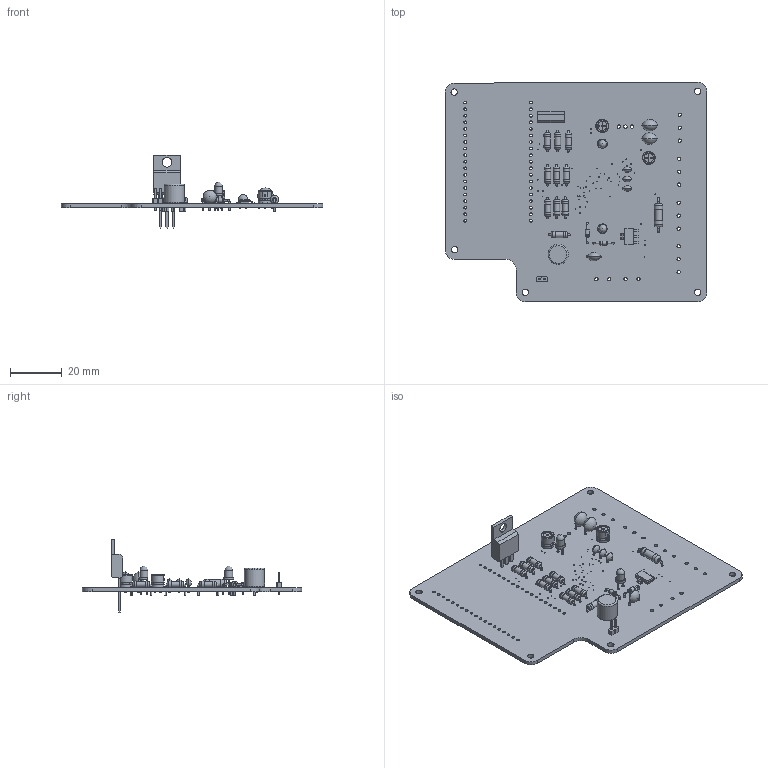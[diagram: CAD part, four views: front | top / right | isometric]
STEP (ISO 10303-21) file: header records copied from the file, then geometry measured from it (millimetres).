
FILE_DESCRIPTION(('KiCad electronic assembly'),'2;1');
FILE_NAME('HydroNex.step','2025-06-04T12:09:22',('Pcbnew'),('Kicad'), 'Open CASCADE STEP processor 7.8','KiCad to STEP converter','Unknown' );
FILE_SCHEMA(('AUTOMOTIVE_DESIGN { 1 0 10303 214 1 1 1 1 }'));
Length unit declared in the file: millimetre
Products named in the file (14): HydroNex 1; R_Axial_DIN0207_L6.3mm_D2.5mm_P7.62mm_Horizontal; CP_Radial_D5.0mm_P2.00mm; LED_D3.0mm; D_DO-34_SOD68_P7.62mm_Horizontal; C_Disc_D3.4mm_W2.1mm_P2.50mm; C_Disc_D6.0mm_W4.4mm_P5.00mm; PinHeader_1x02_P2.00mm_Vertical; SOT-223; TO-220-3_Vertical; C_Disc_D5.1mm_W3.2mm_P5.00mm; R_Axial_DIN0309_L9.0mm_D3.2mm_P12.70mm_Horizontal; L_Radial_D7.8mm_P5.00mm_Fastron_07HCP; HydroNex_PCB
Assembly tree (28 placements, depth 2):
  HydroNex 1
    R_Axial_DIN0207_L6.3mm_D2.5mm_P7.62mm_Horizontal  x10
    CP_Radial_D5.0mm_P2.00mm  x2
    LED_D3.0mm  x2
    D_DO-34_SOD68_P7.62mm_Horizontal  x2
    C_Disc_D3.4mm_W2.1mm_P2.50mm  x3
    C_Disc_D6.0mm_W4.4mm_P5.00mm  x2
    PinHeader_1x02_P2.00mm_Vertical
    SOT-223
    TO-220-3_Vertical
    C_Disc_D5.1mm_W3.2mm_P5.00mm
    R_Axial_DIN0309_L9.0mm_D3.2mm_P12.70mm_Horizontal
    L_Radial_D7.8mm_P5.00mm_Fastron_07HCP
    HydroNex_PCB
Bounding box: 101.2 x 84.8 x 28.52 mm (x, y, z)
Volume: 13830.5 mm3; surface area: 19963 mm2
Topology: 28 solids, 30 shells, 787 faces, 1849 edges, 1178 vertices
Faces by surface type: cylinder 336, plane 323, torus 54, revolution 32, bspline 28, sphere 14
Full cylindrical faces by diameter (mm): 0.3 x56, 0.5 x18, 0.55 x8, 0.6 x20, 0.688 x4, 0.7 x4, 0.75 x4, 0.8 x40, 0.9 x4, 1 x2, 1.04 x38, 1.1 x3, 1.3 x18, 1.33 x3, 1.6 x4, 1.61 x2, 2.25 x10, 2.5 x25, 2.88 x1, 3 x2, 3.2 x2, 3.735 x1, 7.8 x1
Entity records: 21631 total; most frequent: CARTESIAN_POINT 5099, DIRECTION 2905, ORIENTED_EDGE 2692, EDGE_CURVE 1346, AXIS2_PLACEMENT_3D 1085, FACE_BOUND 895, EDGE_LOOP 895, VERTEX_POINT 871
